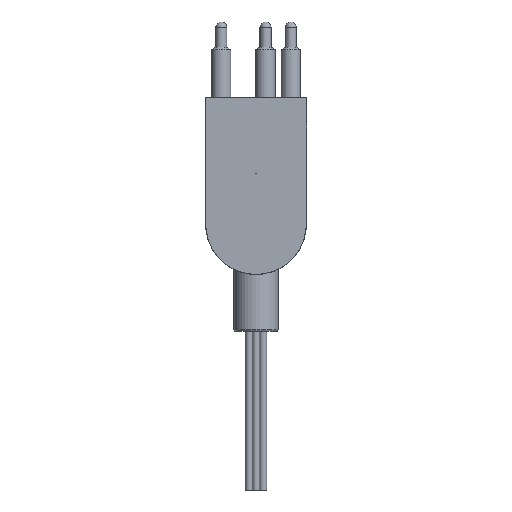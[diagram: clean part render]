
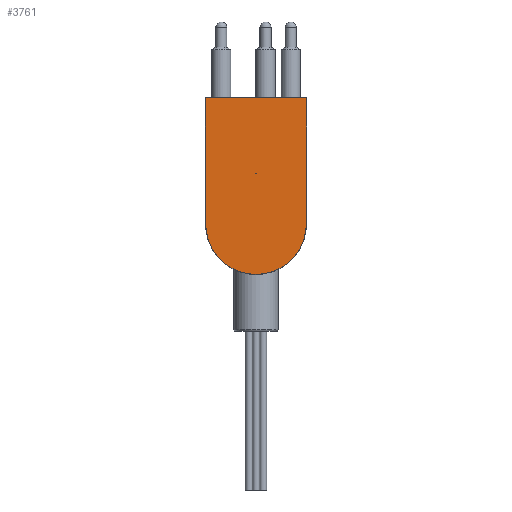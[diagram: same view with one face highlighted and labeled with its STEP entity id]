
A CAD part, front view. The second image highlights one B-rep face of the part: STEP entity #3761.
In plain terms, the highlighted planar face has unit normal (0, -1, 0).
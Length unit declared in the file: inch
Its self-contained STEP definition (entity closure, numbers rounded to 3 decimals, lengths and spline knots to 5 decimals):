
#62=FACE_BOUND($,#774,.T.);
#101=CIRCLE($,#3987,0.001);
#106=CIRCLE($,#4000,0.498);
#515=FACE_OUTER_BOUND($,#773,.T.);
#773=EDGE_LOOP($,(#2894,#2895,#2896,#2897));
#774=EDGE_LOOP($,(#2898));
#1106=LINE($,#6449,#1398);
#1107=LINE($,#6451,#1399);
#1108=LINE($,#6454,#1400);
#1398=VECTOR($,#4444,0.996);
#1399=VECTOR($,#4445,1.248);
#1400=VECTOR($,#4448,1.248);
#1663=VERTEX_POINT($,#5683);
#1753=VERTEX_POINT($,#6447);
#1754=VERTEX_POINT($,#6448);
#1755=VERTEX_POINT($,#6450);
#1756=VERTEX_POINT($,#6452);
#2086=EDGE_CURVE($,#1663,#1663,#101,.T.);
#2178=EDGE_CURVE($,#1753,#1754,#1106,.T.);
#2179=EDGE_CURVE($,#1754,#1755,#1107,.T.);
#2180=EDGE_CURVE($,#1755,#1756,#106,.T.);
#2181=EDGE_CURVE($,#1756,#1753,#1108,.T.);
#2894=ORIENTED_EDGE($,*,*,#2178,.T.);
#2895=ORIENTED_EDGE($,*,*,#2179,.T.);
#2896=ORIENTED_EDGE($,*,*,#2180,.T.);
#2897=ORIENTED_EDGE($,*,*,#2181,.T.);
#2898=ORIENTED_EDGE($,*,*,#2086,.F.);
#3551=PLANE($,#3999);
#3761=ADVANCED_FACE($,(#515,#62),#3551,.F.);
#3987=AXIS2_PLACEMENT_3D($,#5684,#4370,#4371);
#3999=AXIS2_PLACEMENT_3D($,#6446,#4442,#4443);
#4000=AXIS2_PLACEMENT_3D($,#6453,#4446,#4447);
#4370=DIRECTION('center_axis',(0.,-1.,0.));
#4371=DIRECTION('ref_axis',(-1.,0.,0.));
#4442=DIRECTION('center_axis',(0.,1.,0.));
#4443=DIRECTION('ref_axis',(-1.,0.,0.));
#4444=DIRECTION($,(-1.,0.,0.));
#4445=DIRECTION($,(0.,0.,-1.));
#4446=DIRECTION('center_axis',(0.,-1.,0.));
#4447=DIRECTION('ref_axis',(-1.,0.,0.));
#4448=DIRECTION($,(0.,0.,1.));
#5683=CARTESIAN_POINT('',(0.001,0.001,0.));
#5684=CARTESIAN_POINT('Origin',(0.,0.001,0.));
#6446=CARTESIAN_POINT('Origin',(0.,0.001,-0.5));
#6447=CARTESIAN_POINT('',(0.498,0.001,0.748));
#6448=CARTESIAN_POINT('',(-0.498,0.001,0.748));
#6449=CARTESIAN_POINT($,(0.,0.001,0.748));
#6450=CARTESIAN_POINT('',(-0.498,0.001,-0.5));
#6451=CARTESIAN_POINT($,(-0.498,0.001,-0.5));
#6452=CARTESIAN_POINT('',(0.498,0.001,-0.5));
#6453=CARTESIAN_POINT('Origin',(0.,0.001,-0.5));
#6454=CARTESIAN_POINT($,(0.498,0.001,-0.5));
